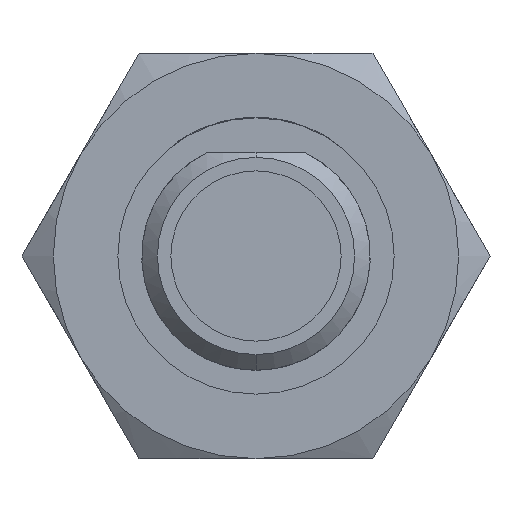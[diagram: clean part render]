
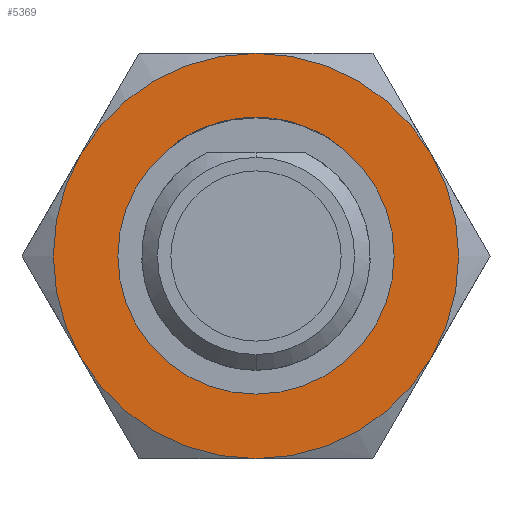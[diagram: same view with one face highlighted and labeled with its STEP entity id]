
A CAD part, left-side view. The second image highlights one B-rep face of the part: STEP entity #5369.
In plain terms, the highlighted planar face has unit normal (-1, 0, 0).
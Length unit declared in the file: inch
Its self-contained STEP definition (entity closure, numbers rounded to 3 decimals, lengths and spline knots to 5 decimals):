
#64 = DIRECTION ( 'NONE',  ( -1., 0., 0. ) ) ;
#178 = VERTEX_POINT ( 'NONE', #2710 ) ;
#206 = CARTESIAN_POINT ( 'NONE',  ( 0.44488, -0.18753, 0.10827 ) ) ;
#364 = CARTESIAN_POINT ( 'NONE',  ( 0.44488, 0., 0. ) ) ;
#382 = ORIENTED_EDGE ( 'NONE', *, *, #6024, .F. ) ;
#412 = DIRECTION ( 'NONE',  ( 1., 0., 0. ) ) ;
#642 = FACE_BOUND ( 'NONE', #8113, .T. ) ;
#691 = DIRECTION ( 'NONE',  ( 1., 0., 0. ) ) ;
#767 = CARTESIAN_POINT ( 'NONE',  ( 0.44488, 0., 0. ) ) ;
#798 = CIRCLE ( 'NONE', #7142, 0.21654 ) ;
#888 = CARTESIAN_POINT ( 'NONE',  ( 0.44488, 0., 0. ) ) ;
#970 = DIRECTION ( 'NONE',  ( 0., 0., -1. ) ) ;
#983 = DIRECTION ( 'NONE',  ( 0., 0., -1. ) ) ;
#1278 = CIRCLE ( 'NONE', #6538, 0.21654 ) ;
#1427 = AXIS2_PLACEMENT_3D ( 'NONE', #7748, #8501, #4999 ) ;
#1478 = AXIS2_PLACEMENT_3D ( 'NONE', #5782, #64, #7866 ) ;
#2086 = ORIENTED_EDGE ( 'NONE', *, *, #8578, .F. ) ;
#2146 = EDGE_CURVE ( 'NONE', #178, #4911, #5006, .T. ) ;
#2277 = EDGE_CURVE ( 'NONE', #4911, #178, #8024, .T. ) ;
#2296 = DIRECTION ( 'NONE',  ( 1., 0., 0. ) ) ;
#2409 = DIRECTION ( 'NONE',  ( 0., 0., -1. ) ) ;
#2422 = VERTEX_POINT ( 'NONE', #5394 ) ;
#2619 = ORIENTED_EDGE ( 'NONE', *, *, #2146, .T. ) ;
#2710 = CARTESIAN_POINT ( 'NONE',  ( 0.44488, 0., 0.14764 ) ) ;
#2846 = DIRECTION ( 'NONE',  ( 1., 0., 0. ) ) ;
#3038 = AXIS2_PLACEMENT_3D ( 'NONE', #6994, #8362, #4816 ) ;
#3113 = VERTEX_POINT ( 'NONE', #4851 ) ;
#3267 = CARTESIAN_POINT ( 'NONE',  ( 0.44488, 0., 0. ) ) ;
#3333 = ORIENTED_EDGE ( 'NONE', *, *, #7378, .F. ) ;
#3359 = DIRECTION ( 'NONE',  ( 0., 0., 1. ) ) ;
#3380 = AXIS2_PLACEMENT_3D ( 'NONE', #7168, #691, #9332 ) ;
#3657 = CARTESIAN_POINT ( 'NONE',  ( 0.44488, 0.18753, 0.10827 ) ) ;
#4168 = DIRECTION ( 'NONE',  ( 0., 0., -1. ) ) ;
#4201 = EDGE_LOOP ( 'NONE', ( #5143, #8429, #2086, #3333, #5495, #382 ) ) ;
#4312 = FACE_OUTER_BOUND ( 'NONE', #4201, .T. ) ;
#4324 = VERTEX_POINT ( 'NONE', #206 ) ;
#4497 = CARTESIAN_POINT ( 'NONE',  ( 0.44488, 0., -0.14764 ) ) ;
#4530 = CARTESIAN_POINT ( 'NONE',  ( 0.44488, 0., -0.21654 ) ) ;
#4538 = AXIS2_PLACEMENT_3D ( 'NONE', #3267, #7756, #3359 ) ;
#4739 = AXIS2_PLACEMENT_3D ( 'NONE', #888, #8076, #2409 ) ;
#4816 = DIRECTION ( 'NONE',  ( 0., 0., 1. ) ) ;
#4839 = VERTEX_POINT ( 'NONE', #9116 ) ;
#4851 = CARTESIAN_POINT ( 'NONE',  ( 0.44488, 0.18753, -0.10827 ) ) ;
#4911 = VERTEX_POINT ( 'NONE', #4497 ) ;
#4999 = DIRECTION ( 'NONE',  ( 0., 0., -1. ) ) ;
#5006 = CIRCLE ( 'NONE', #3038, 0.14764 ) ;
#5143 = ORIENTED_EDGE ( 'NONE', *, *, #9335, .F. ) ;
#5164 = PLANE ( 'NONE',  #1478 ) ;
#5369 = ADVANCED_FACE ( 'NONE', ( #642, #4312 ), #5164, .T. ) ;
#5394 = CARTESIAN_POINT ( 'NONE',  ( 0.44488, 0., 0.21654 ) ) ;
#5495 = ORIENTED_EDGE ( 'NONE', *, *, #7671, .F. ) ;
#5630 = AXIS2_PLACEMENT_3D ( 'NONE', #8755, #2296, #970 ) ;
#5782 = CARTESIAN_POINT ( 'NONE',  ( 0.44488, 0., 0. ) ) ;
#5787 = CIRCLE ( 'NONE', #4739, 0.21654 ) ;
#6024 = EDGE_CURVE ( 'NONE', #6966, #3113, #8191, .T. ) ;
#6538 = AXIS2_PLACEMENT_3D ( 'NONE', #364, #412, #983 ) ;
#6598 = EDGE_CURVE ( 'NONE', #4324, #4839, #6675, .T. ) ;
#6675 = CIRCLE ( 'NONE', #3380, 0.21654 ) ;
#6966 = VERTEX_POINT ( 'NONE', #4530 ) ;
#6994 = CARTESIAN_POINT ( 'NONE',  ( 0.44488, 0., 0. ) ) ;
#7142 = AXIS2_PLACEMENT_3D ( 'NONE', #767, #2846, #4168 ) ;
#7168 = CARTESIAN_POINT ( 'NONE',  ( 0.44488, 0., 0. ) ) ;
#7378 = EDGE_CURVE ( 'NONE', #8329, #2422, #7594, .T. ) ;
#7594 = CIRCLE ( 'NONE', #5630, 0.21654 ) ;
#7671 = EDGE_CURVE ( 'NONE', #3113, #8329, #798, .T. ) ;
#7748 = CARTESIAN_POINT ( 'NONE',  ( 0.44488, 0., 0. ) ) ;
#7756 = DIRECTION ( 'NONE',  ( 1., 0., 0. ) ) ;
#7866 = DIRECTION ( 'NONE',  ( 0., 0., 1. ) ) ;
#8024 = CIRCLE ( 'NONE', #4538, 0.14764 ) ;
#8068 = ORIENTED_EDGE ( 'NONE', *, *, #2277, .T. ) ;
#8076 = DIRECTION ( 'NONE',  ( 1., 0., 0. ) ) ;
#8113 = EDGE_LOOP ( 'NONE', ( #2619, #8068 ) ) ;
#8191 = CIRCLE ( 'NONE', #1427, 0.21654 ) ;
#8329 = VERTEX_POINT ( 'NONE', #3657 ) ;
#8362 = DIRECTION ( 'NONE',  ( 1., 0., 0. ) ) ;
#8429 = ORIENTED_EDGE ( 'NONE', *, *, #6598, .F. ) ;
#8501 = DIRECTION ( 'NONE',  ( 1., 0., 0. ) ) ;
#8578 = EDGE_CURVE ( 'NONE', #2422, #4324, #1278, .T. ) ;
#8755 = CARTESIAN_POINT ( 'NONE',  ( 0.44488, 0., 0. ) ) ;
#9116 = CARTESIAN_POINT ( 'NONE',  ( 0.44488, -0.18753, -0.10827 ) ) ;
#9332 = DIRECTION ( 'NONE',  ( 0., 0., -1. ) ) ;
#9335 = EDGE_CURVE ( 'NONE', #4839, #6966, #5787, .T. ) ;
